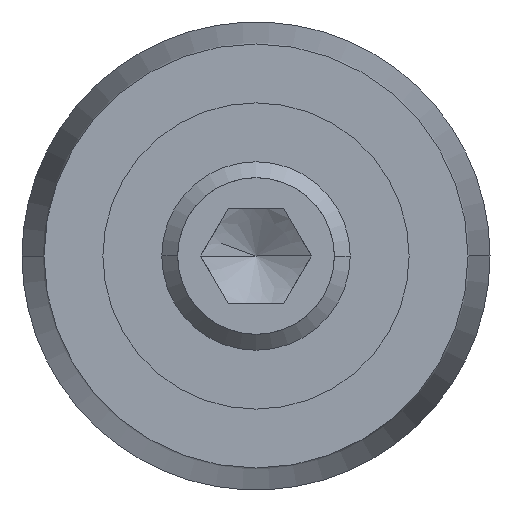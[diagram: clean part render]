
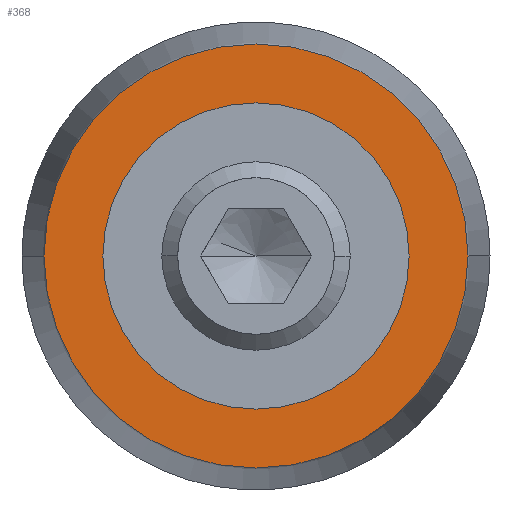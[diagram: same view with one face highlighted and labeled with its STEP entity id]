
A CAD part, left-side view. The second image highlights one B-rep face of the part: STEP entity #368.
In plain terms, the highlighted planar face has unit normal (-1, 0, 0).
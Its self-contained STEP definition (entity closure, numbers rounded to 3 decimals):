
#156=EDGE_CURVE('',#264,#338,#433,.T.);
#176=VERTEX_POINT('',#455);
#236=EDGE_CURVE('',#338,#264,#522,.T.);
#264=VERTEX_POINT('',#551);
#290=EDGE_CURVE('',#176,#392,#578,.T.);
#338=VERTEX_POINT('',#633);
#368=ADVANCED_FACE('',(#667,#668),#669,.T.);
#392=VERTEX_POINT('',#696);
#404=EDGE_CURVE('',#392,#176,#710,.T.);
#433=CIRCLE('',#732,6.5);
#455=CARTESIAN_POINT('',(6.,-9.,0.));
#522=CIRCLE('',#886,6.5);
#551=CARTESIAN_POINT('',(6.,-6.5,0.));
#578=CIRCLE('',#968,9.);
#633=CARTESIAN_POINT('',(6.,6.5,0.));
#667=FACE_OUTER_BOUND('',#1083,.T.);
#668=FACE_BOUND('',#1084,.T.);
#669=PLANE('',#1085);
#696=CARTESIAN_POINT('',(6.,9.,0.));
#710=CIRCLE('',#1137,9.);
#732=AXIS2_PLACEMENT_3D('',#1168,#1169,#1170);
#886=AXIS2_PLACEMENT_3D('',#1283,#1284,#1285);
#968=AXIS2_PLACEMENT_3D('',#1327,#1328,#1329);
#1083=EDGE_LOOP('',(#1436,#1437));
#1084=EDGE_LOOP('',(#1438,#1439));
#1085=AXIS2_PLACEMENT_3D('',#1440,#1441,#1442);
#1137=AXIS2_PLACEMENT_3D('',#1501,#1502,#1503);
#1168=CARTESIAN_POINT('',(6.,0.,0.));
#1169=DIRECTION('',(1.0,0.0,-0.0));
#1170=DIRECTION('',(0.0,1.0,0.));
#1283=CARTESIAN_POINT('',(6.,0.,0.));
#1284=DIRECTION('',(1.0,0.0,-0.0));
#1285=DIRECTION('',(0.0,1.0,0.));
#1327=CARTESIAN_POINT('',(6.,0.,0.));
#1328=DIRECTION('',(1.0,0.0,-0.0));
#1329=DIRECTION('',(0.0,1.0,0.));
#1436=ORIENTED_EDGE('',*,*,#404,.F.);
#1437=ORIENTED_EDGE('',*,*,#290,.F.);
#1438=ORIENTED_EDGE('',*,*,#236,.T.);
#1439=ORIENTED_EDGE('',*,*,#156,.T.);
#1440=CARTESIAN_POINT('',(6.,7.75,0.));
#1441=DIRECTION('',(-1.0,0.0,0.0));
#1442=DIRECTION('',(0.0,-1.0,0.));
#1501=CARTESIAN_POINT('',(6.,0.,0.));
#1502=DIRECTION('',(1.0,0.0,-0.0));
#1503=DIRECTION('',(0.0,1.0,0.));
